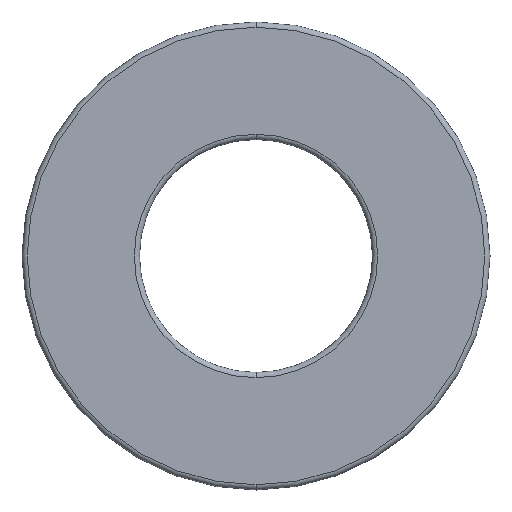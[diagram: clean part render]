
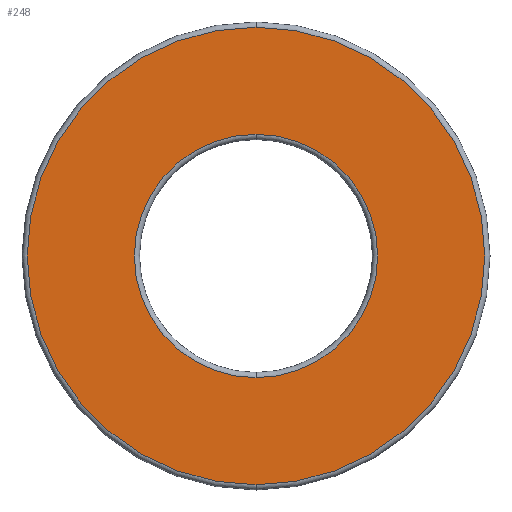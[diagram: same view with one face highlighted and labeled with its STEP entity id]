
A CAD part, front view. The second image highlights one B-rep face of the part: STEP entity #248.
In plain terms, the highlighted planar face has unit normal (0, -1, 0).
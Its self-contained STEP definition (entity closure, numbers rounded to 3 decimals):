
#9 = CIRCLE ( 'NONE', #10, 4.4 ) ;
#10 = AXIS2_PLACEMENT_3D ( 'NONE', #11, #12, #13 ) ;
#11 = CARTESIAN_POINT ( 'NONE',  ( 0., -0.9, 0. ) ) ;
#12 = DIRECTION ( 'NONE',  ( 0., -1., 0. ) ) ;
#13 = DIRECTION ( 'NONE',  ( 0., 0., 1. ) ) ;
#14 = CARTESIAN_POINT ( 'NONE',  ( 0., -0.9, 4.4 ) ) ;
#129 = EDGE_LOOP ( 'NONE', ( #343, #445 ) ) ;
#140 = VERTEX_POINT ( 'NONE', #408 ) ;
#141 = EDGE_CURVE ( 'NONE', #180, #140, #411, .T. ) ;
#146 = VERTEX_POINT ( 'NONE', #14 ) ;
#159 = EDGE_CURVE ( 'NONE', #146, #170, #227, .T. ) ;
#161 = EDGE_CURVE ( 'NONE', #140, #180, #233, .T. ) ;
#168 = EDGE_LOOP ( 'NONE', ( #444, #183 ) ) ;
#170 = VERTEX_POINT ( 'NONE', #258 ) ;
#180 = VERTEX_POINT ( 'NONE', #287 ) ;
#183 = ORIENTED_EDGE ( 'NONE', *, *, #141, .T. ) ;
#227 = CIRCLE ( 'NONE', #228, 4.4 ) ;
#228 = AXIS2_PLACEMENT_3D ( 'NONE', #229, #230, #232 ) ;
#229 = CARTESIAN_POINT ( 'NONE',  ( 0., -0.9, 0. ) ) ;
#230 = DIRECTION ( 'NONE',  ( 0., -1., 0. ) ) ;
#232 = DIRECTION ( 'NONE',  ( 0., 0., 1. ) ) ;
#233 = CIRCLE ( 'NONE', #234, 2.34 ) ;
#234 = AXIS2_PLACEMENT_3D ( 'NONE', #235, #236, #237 ) ;
#235 = CARTESIAN_POINT ( 'NONE',  ( 0., -0.9, 0. ) ) ;
#236 = DIRECTION ( 'NONE',  ( 0., 1., 0. ) ) ;
#237 = DIRECTION ( 'NONE',  ( 0., 0., 1. ) ) ;
#248 = ADVANCED_FACE ( 'NONE', ( #372, #373 ), #374, .F. ) ;
#258 = CARTESIAN_POINT ( 'NONE',  ( 0., -0.9, -4.4 ) ) ;
#287 = CARTESIAN_POINT ( 'NONE',  ( 0., -0.9, -2.34 ) ) ;
#343 = ORIENTED_EDGE ( 'NONE', *, *, #159, .T. ) ;
#372 = FACE_BOUND ( 'NONE', #168, .T. ) ;
#373 = FACE_OUTER_BOUND ( 'NONE', #129, .T. ) ;
#374 = PLANE ( 'NONE',  #375 ) ;
#375 = AXIS2_PLACEMENT_3D ( 'NONE', #376, #377, #378 ) ;
#376 = CARTESIAN_POINT ( 'NONE',  ( 0., -0.9, 0. ) ) ;
#377 = DIRECTION ( 'NONE',  ( 0., 1., 0. ) ) ;
#378 = DIRECTION ( 'NONE',  ( 0., 0., 1. ) ) ;
#385 = EDGE_CURVE ( 'NONE', #170, #146, #9, .T. ) ;
#408 = CARTESIAN_POINT ( 'NONE',  ( 0., -0.9, 2.34 ) ) ;
#411 = CIRCLE ( 'NONE', #412, 2.34 ) ;
#412 = AXIS2_PLACEMENT_3D ( 'NONE', #413, #414, #415 ) ;
#413 = CARTESIAN_POINT ( 'NONE',  ( 0., -0.9, 0. ) ) ;
#414 = DIRECTION ( 'NONE',  ( 0., 1., 0. ) ) ;
#415 = DIRECTION ( 'NONE',  ( 0., 0., 1. ) ) ;
#444 = ORIENTED_EDGE ( 'NONE', *, *, #161, .T. ) ;
#445 = ORIENTED_EDGE ( 'NONE', *, *, #385, .T. ) ;
